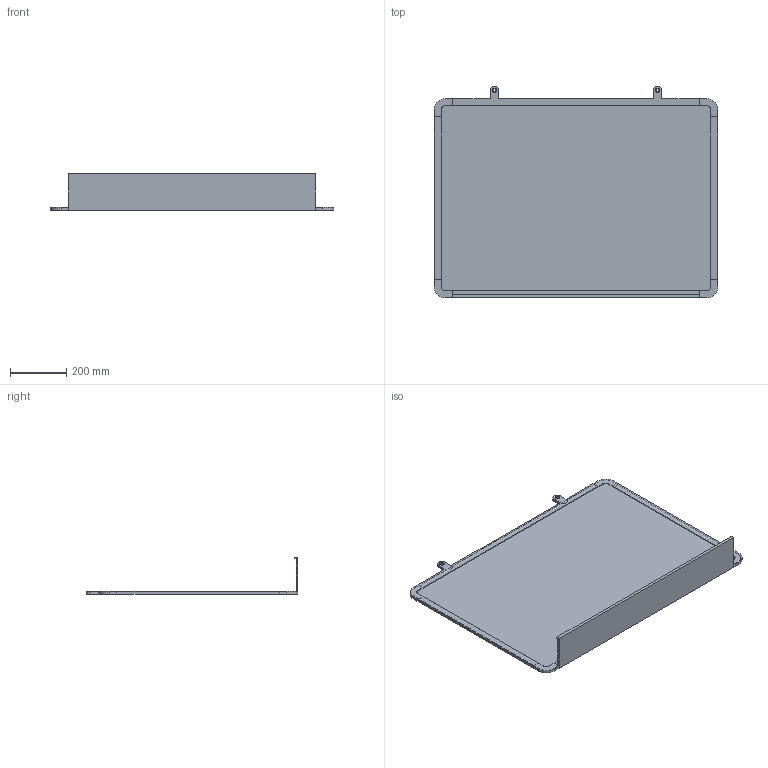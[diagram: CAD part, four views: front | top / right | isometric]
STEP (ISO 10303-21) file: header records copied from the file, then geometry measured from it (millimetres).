
FILE_DESCRIPTION (( 'STEP AP214' ), '1' );
FILE_NAME ('Assem1.STEP', '2012-02-05T00:39:44', ( '' ), ( '' ), 'SwSTEP 2.0', 'SolidWorks 2011', '' );
FILE_SCHEMA (( 'AUTOMOTIVE_DESIGN' ));
Length unit declared in the file: millimetre
Products named in the file (6): long rail simple; short rail; long rail; Whiteboard; corner joint; Assem1
Assembly tree (9 placements, depth 2):
  Assem1
    corner joint  x4
    long rail
    short rail  x2
    Whiteboard
    long rail simple
Bounding box: 1010 x 755 x 130 mm (x, y, z)
Volume: 4666206.1 mm3; surface area: 2006940.5 mm2
Topology: 9 solids, 9 shells, 148 faces, 384 edges, 256 vertices
Faces by surface type: plane 116, cylinder 32
Entity records: 2932 total; most frequent: CARTESIAN_POINT 456, DIRECTION 448, ORIENTED_EDGE 432, EDGE_CURVE 216, LINE 176, VECTOR 176, VERTEX_POINT 144, AXIS2_PLACEMENT_3D 136
